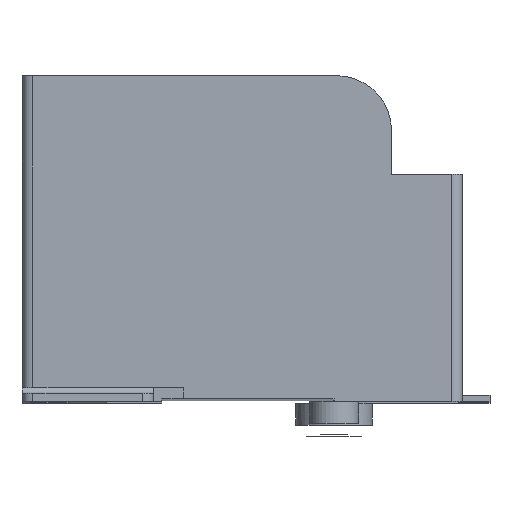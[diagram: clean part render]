
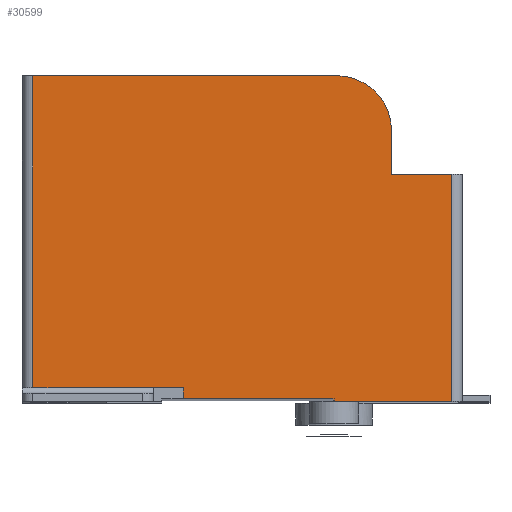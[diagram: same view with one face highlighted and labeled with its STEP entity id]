
A CAD part, top view. The second image highlights one B-rep face of the part: STEP entity #30599.
In plain terms, the highlighted planar face has unit normal (0, 0, 1).
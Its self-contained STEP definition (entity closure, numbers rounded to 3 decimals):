
#1462=CIRCLE('',#33030,1.);
#2765=FACE_OUTER_BOUND('',#4528,.T.);
#4528=EDGE_LOOP('',(#26595,#26596,#26597,#26598,#26599,#26600,#26601,#26602,
#26603,#26604,#26605));
#4808=LINE('',#41724,#8358);
#4826=LINE('',#41759,#8376);
#4856=LINE('',#41820,#8406);
#4865=LINE('',#41838,#8415);
#5013=LINE('',#42138,#8563);
#6136=LINE('',#45338,#9686);
#7583=LINE('',#49054,#11133);
#7602=LINE('',#49118,#11152);
#7616=LINE('',#49153,#11166);
#7617=LINE('',#49156,#11167);
#8358=VECTOR('',#33314,2.75);
#8376=VECTOR('',#33334,0.05);
#8406=VECTOR('',#33384,0.2);
#8415=VECTOR('',#33397,2.75);
#8563=VECTOR('',#33551,2.15);
#9686=VECTOR('',#36846,10.);
#11133=VECTOR('',#40349,1.1);
#11152=VECTOR('',#40386,0.8);
#11166=VECTOR('',#40426,3.95);
#11167=VECTOR('',#40431,5.55);
#11908=VERTEX_POINT('',#41721);
#11909=VERTEX_POINT('',#41723);
#11925=VERTEX_POINT('',#41757);
#11946=VERTEX_POINT('',#41819);
#11953=VERTEX_POINT('',#41837);
#12102=VERTEX_POINT('',#42136);
#13093=VERTEX_POINT('',#45336);
#14334=VERTEX_POINT('',#49052);
#14345=VERTEX_POINT('',#49116);
#14352=VERTEX_POINT('',#49148);
#14353=VERTEX_POINT('',#49152);
#14853=EDGE_CURVE('',#11908,#11909,#4808,.T.);
#14871=EDGE_CURVE('',#11908,#11925,#4826,.T.);
#14901=EDGE_CURVE('',#11946,#11909,#4856,.T.);
#14911=EDGE_CURVE('',#11953,#11946,#4865,.T.);
#15061=EDGE_CURVE('',#11925,#12102,#5013,.T.);
#16627=EDGE_CURVE('',#13093,#12102,#6136,.T.);
#18485=EDGE_CURVE('',#14334,#13093,#7583,.T.);
#18505=EDGE_CURVE('',#14345,#14334,#7602,.T.);
#18521=EDGE_CURVE('',#14352,#14345,#1462,.T.);
#18522=EDGE_CURVE('',#11953,#14353,#7616,.T.);
#18524=EDGE_CURVE('',#14352,#14353,#7617,.T.);
#26595=ORIENTED_EDGE('',*,*,#16627,.F.);
#26596=ORIENTED_EDGE('',*,*,#18485,.F.);
#26597=ORIENTED_EDGE('',*,*,#18505,.F.);
#26598=ORIENTED_EDGE('',*,*,#18521,.F.);
#26599=ORIENTED_EDGE('',*,*,#18524,.T.);
#26600=ORIENTED_EDGE('',*,*,#18522,.F.);
#26601=ORIENTED_EDGE('',*,*,#14911,.T.);
#26602=ORIENTED_EDGE('',*,*,#14901,.T.);
#26603=ORIENTED_EDGE('',*,*,#14853,.F.);
#26604=ORIENTED_EDGE('',*,*,#14871,.T.);
#26605=ORIENTED_EDGE('',*,*,#15061,.T.);
#29045=PLANE('',#33033);
#30599=ADVANCED_FACE('',(#2765),#29045,.T.);
#33030=AXIS2_PLACEMENT_3D('',#49150,#40422,#40423);
#33033=AXIS2_PLACEMENT_3D('',#49155,#40429,#40430);
#33314=DIRECTION('',(-1.,0.,0.));
#33334=DIRECTION('',(0.,-1.,0.));
#33384=DIRECTION('',(0.,-1.,0.));
#33397=DIRECTION('',(1.,0.,0.));
#33551=DIRECTION('',(1.,0.,0.));
#36846=DIRECTION('',(0.,-1.,0.));
#40349=DIRECTION('',(1.,0.,0.));
#40386=DIRECTION('',(0.,-1.,0.));
#40422=DIRECTION('center_axis',(0.,0.,-1.));
#40423=DIRECTION('ref_axis',(0.,1.,0.));
#40426=DIRECTION('',(0.,1.,0.));
#40429=DIRECTION('center_axis',(0.,0.,1.));
#40430=DIRECTION('ref_axis',(1.,0.,0.));
#40431=DIRECTION('',(-1.,0.,0.));
#41721=CARTESIAN_POINT('',(1.55,0.05,0.));
#41723=CARTESIAN_POINT('',(-1.2,0.05,0.));
#41724=CARTESIAN_POINT('',(1.55,0.05,0.));
#41757=CARTESIAN_POINT('',(1.55,0.,0.));
#41759=CARTESIAN_POINT('',(1.55,0.05,0.));
#41819=CARTESIAN_POINT('',(-1.2,0.25,0.));
#41820=CARTESIAN_POINT('',(-1.2,0.25,0.));
#41837=CARTESIAN_POINT('',(-3.95,0.25,0.));
#41838=CARTESIAN_POINT('',(-3.95,0.25,0.));
#42136=CARTESIAN_POINT('',(3.7,0.,0.));
#42138=CARTESIAN_POINT('',(1.55,0.,0.));
#45336=CARTESIAN_POINT('',(3.7,4.15,0.));
#45338=CARTESIAN_POINT('',(3.7,3.15,0.));
#49052=CARTESIAN_POINT('',(2.6,4.15,0.));
#49054=CARTESIAN_POINT('',(2.6,4.15,0.));
#49116=CARTESIAN_POINT('',(2.6,4.95,0.));
#49118=CARTESIAN_POINT('',(2.6,4.95,0.));
#49148=CARTESIAN_POINT('',(1.6,5.95,0.));
#49150=CARTESIAN_POINT('Origin',(1.6,4.95,0.));
#49152=CARTESIAN_POINT('',(-3.95,5.95,0.));
#49153=CARTESIAN_POINT('',(-3.95,2.,0.));
#49155=CARTESIAN_POINT('Origin',(-0.125,1.75,0.));
#49156=CARTESIAN_POINT('',(1.6,5.95,0.));
